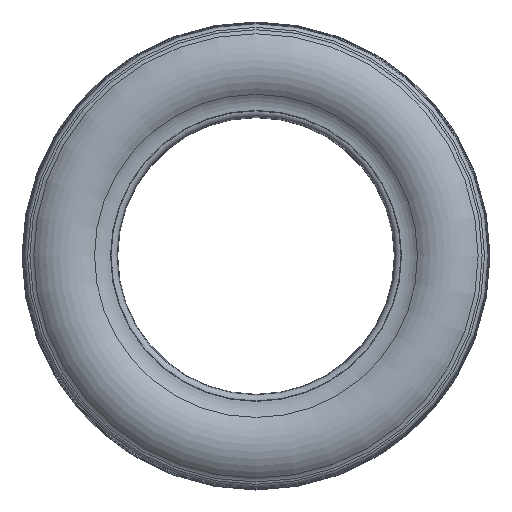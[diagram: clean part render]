
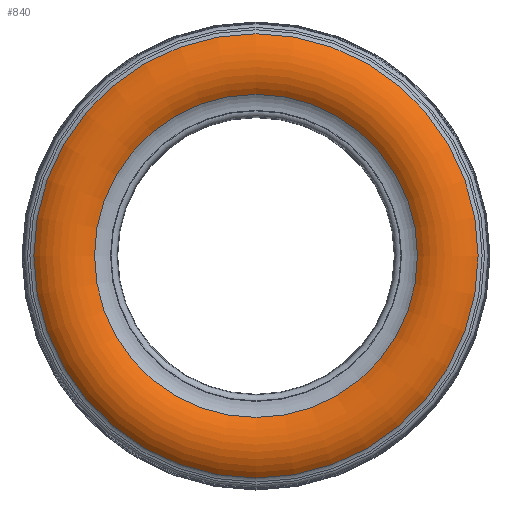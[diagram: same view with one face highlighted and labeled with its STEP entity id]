
A CAD part, top view. The second image highlights one B-rep face of the part: STEP entity #840.
In plain terms, the highlighted toroidal (fillet/blend) face has major radius 259.21 mm and minor radius 62.169 mm.
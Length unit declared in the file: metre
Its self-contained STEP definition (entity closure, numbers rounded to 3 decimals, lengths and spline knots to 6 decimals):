
#29=TOROIDAL_SURFACE('',#948,0.25921,0.062169);
#105=FACE_OUTER_BOUND('',#174,.T.);
#174=EDGE_LOOP('',(#634,#635,#636,#637));
#264=CIRCLE('',#947,0.303082);
#265=CIRCLE('',#949,0.220368);
#266=CIRCLE('',#950,0.062169);
#362=VERTEX_POINT('',#1933);
#363=VERTEX_POINT('',#1937);
#458=EDGE_CURVE('',#362,#362,#264,.T.);
#459=EDGE_CURVE('',#363,#363,#265,.T.);
#460=EDGE_CURVE('',#363,#362,#266,.T.);
#634=ORIENTED_EDGE('',*,*,#459,.F.);
#635=ORIENTED_EDGE('',*,*,#460,.T.);
#636=ORIENTED_EDGE('',*,*,#458,.T.);
#637=ORIENTED_EDGE('',*,*,#460,.F.);
#840=ADVANCED_FACE('',(#105),#29,.T.);
#947=AXIS2_PLACEMENT_3D('',#1935,#1149,#1150);
#948=AXIS2_PLACEMENT_3D('',#1936,#1151,#1152);
#949=AXIS2_PLACEMENT_3D('',#1938,#1153,#1154);
#950=AXIS2_PLACEMENT_3D('',#1939,#1155,#1156);
#1149=DIRECTION('center_axis',(0.,0.,1.));
#1150=DIRECTION('ref_axis',(1.,0.,0.));
#1151=DIRECTION('center_axis',(0.,0.,1.));
#1152=DIRECTION('ref_axis',(1.,0.,0.));
#1153=DIRECTION('center_axis',(0.,0.,1.));
#1154=DIRECTION('ref_axis',(1.,0.,0.));
#1155=DIRECTION('center_axis',(0.,-1.,0.));
#1156=DIRECTION('ref_axis',(-1.,0.,0.));
#1933=CARTESIAN_POINT('',(-0.303082,0.,0.079379));
#1935=CARTESIAN_POINT('Origin',(0.,0.,0.079379));
#1936=CARTESIAN_POINT('Origin',(0.,0.,0.035331));
#1937=CARTESIAN_POINT('',(-0.220368,0.,0.083872));
#1938=CARTESIAN_POINT('Origin',(0.,0.,0.083872));
#1939=CARTESIAN_POINT('Origin',(-0.25921,0.,
0.035331));
